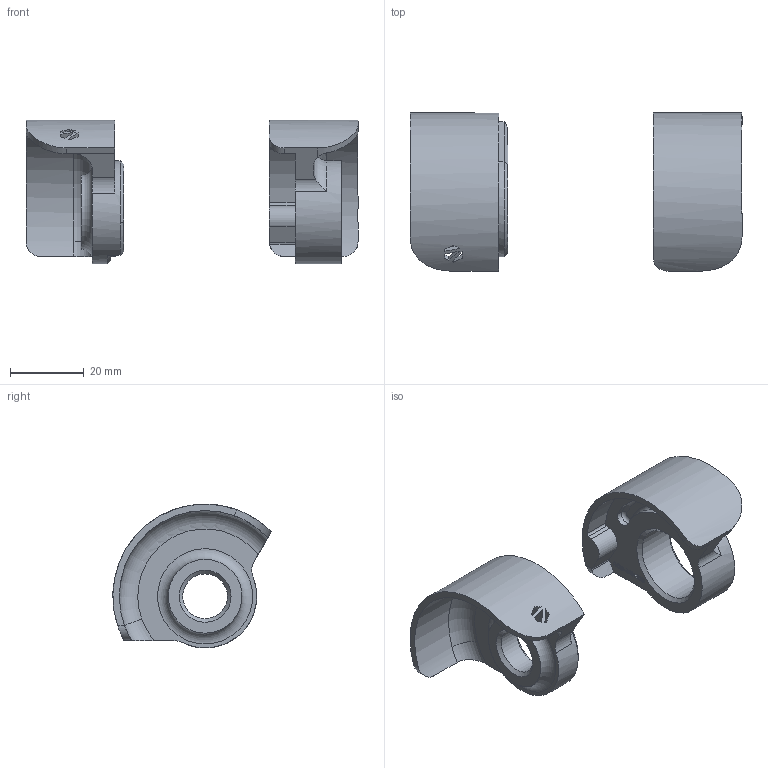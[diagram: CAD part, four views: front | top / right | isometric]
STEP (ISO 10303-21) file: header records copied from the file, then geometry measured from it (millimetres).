
FILE_DESCRIPTION(('FreeCAD Model'),'2;1');
FILE_NAME('Open CASCADE Shape Model','2023-11-28T22:20:17',(''),(''), 'Open CASCADE STEP processor 7.6','FreeCAD','Unknown');
FILE_SCHEMA(('AUTOMOTIVE_DESIGN { 1 0 10303 214 1 1 1 1 }'));
Length unit declared in the file: millimetre
Products named in the file (3): ROUND PWM; DS003; BS003
Assembly tree (2 placements, depth 2):
  ROUND PWM
    DS003
    BS003
Bounding box: 90 x 42.91 x 39 mm (x, y, z)
Volume: 19605.2 mm3; surface area: 13068.1 mm2
Topology: 2 solids, 2 shells, 362 faces, 979 edges, 648 vertices
Faces by surface type: plane 228, extrusion 76, cylinder 34, torus 16, cone 8
Full cylindrical faces by diameter (mm): 12.1 x1, 20 x1, 20.1 x1, 28 x1
Entity records: 26233 total; most frequent: CARTESIAN_POINT 7039, DIRECTION 3277, VECTOR 2359, LINE 2283, ORIENTED_EDGE 1958, PCURVE 1958, DEFINITIONAL_REPRESENTATION 1958, EDGE_CURVE 979
